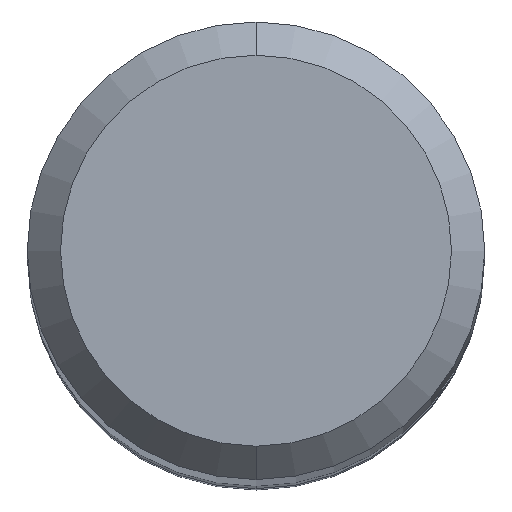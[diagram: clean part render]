
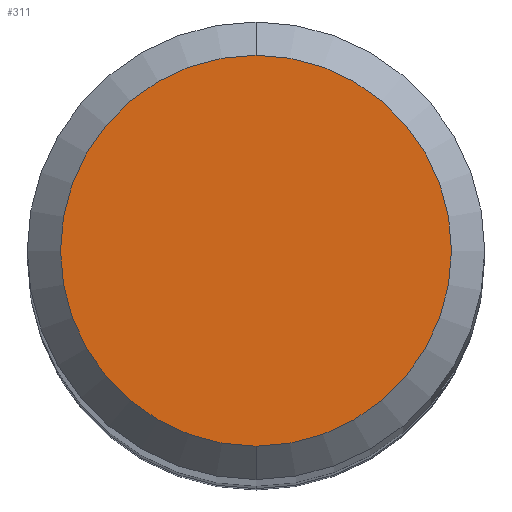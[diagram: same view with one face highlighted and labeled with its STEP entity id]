
A CAD part, top view. The second image highlights one B-rep face of the part: STEP entity #311.
In plain terms, the highlighted planar face has unit normal (0, 0, 1).
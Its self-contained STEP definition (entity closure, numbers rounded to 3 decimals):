
#149=VERTEX_POINT('',#380);
#245=VERTEX_POINT('',#490);
#311=ADVANCED_FACE('',(#565),#566,.T.);
#333=EDGE_CURVE('',#149,#245,#591,.T.);
#341=EDGE_CURVE('',#245,#149,#600,.T.);
#380=CARTESIAN_POINT('',(0.0,2.35,0.0));
#490=CARTESIAN_POINT('',(0.,-2.35,0.0));
#565=FACE_OUTER_BOUND('',#869,.T.);
#566=PLANE('',#870);
#591=CIRCLE('',#907,2.35);
#600=CIRCLE('',#917,2.35);
#869=EDGE_LOOP('',(#1185,#1186));
#870=AXIS2_PLACEMENT_3D('',#1187,#1188,#1189);
#907=AXIS2_PLACEMENT_3D('',#1222,#1223,#1224);
#917=AXIS2_PLACEMENT_3D('',#1233,#1234,#1235);
#1185=ORIENTED_EDGE('',*,*,#333,.F.);
#1186=ORIENTED_EDGE('',*,*,#341,.F.);
#1187=CARTESIAN_POINT('',(0.0,1.175,0.0));
#1188=DIRECTION('',(-0.0,0.0,1.0));
#1189=DIRECTION('',(0.0,-1.0,0.0));
#1222=CARTESIAN_POINT('',(0.0,0.0,0.0));
#1223=DIRECTION('',(0.0,0.0,-1.0));
#1224=DIRECTION('',(0.0,1.0,0.0));
#1233=CARTESIAN_POINT('',(0.0,0.0,0.0));
#1234=DIRECTION('',(0.0,0.0,-1.0));
#1235=DIRECTION('',(0.0,1.0,0.0));
